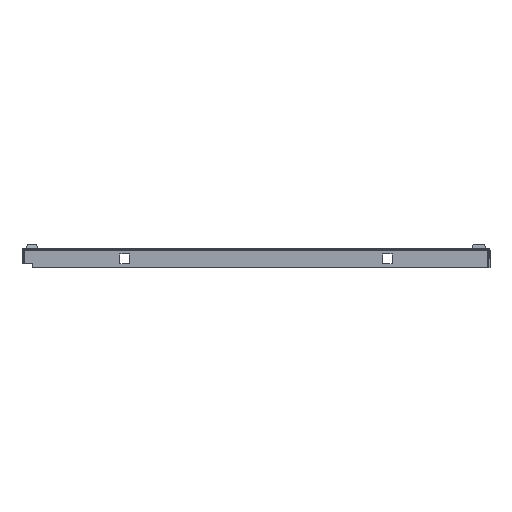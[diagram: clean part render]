
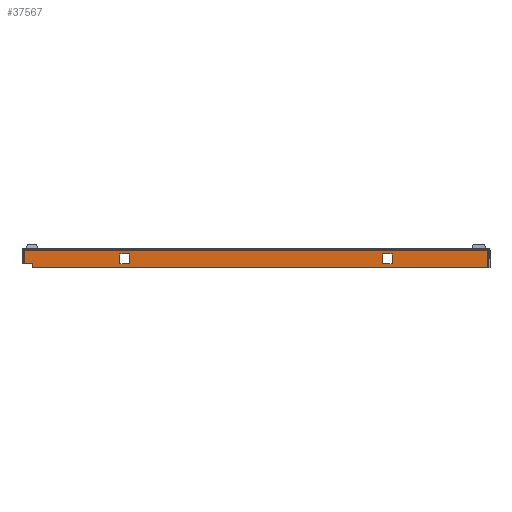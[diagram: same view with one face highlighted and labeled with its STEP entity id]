
A CAD part, front view. The second image highlights one B-rep face of the part: STEP entity #37567.
In plain terms, the highlighted planar face has unit normal (0, -1, 0).
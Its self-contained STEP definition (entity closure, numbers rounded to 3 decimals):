
#223 = CARTESIAN_POINT ( 'NONE',  ( 125.75, -499., -13.75 ) ) ;
#224 = CARTESIAN_POINT ( 'NONE',  ( 135.25, -499., -13.75 ) ) ;
#226 = CARTESIAN_POINT ( 'NONE',  ( 135.25, -499., -4.25 ) ) ;
#227 = CARTESIAN_POINT ( 'NONE',  ( -125.75, -499., -13.75 ) ) ;
#228 = CARTESIAN_POINT ( 'NONE',  ( -125.75, -499., -4.25 ) ) ;
#230 = CARTESIAN_POINT ( 'NONE',  ( -135.25, -499., -4.25 ) ) ;
#232 = CARTESIAN_POINT ( 'NONE',  ( 230.5, -499., -0.75 ) ) ;
#233 = CARTESIAN_POINT ( 'NONE',  ( 230.5, -499., -18. ) ) ;
#235 = CARTESIAN_POINT ( 'NONE',  ( -230.5, -499., -14. ) ) ;
#236 = CARTESIAN_POINT ( 'NONE',  ( 125.75, -499., -4.25 ) ) ;
#238 = CARTESIAN_POINT ( 'NONE',  ( -135.25, -499., -13.75 ) ) ;
#240 = CARTESIAN_POINT ( 'NONE',  ( -230.5, -499., -0.75 ) ) ;
#246 = CARTESIAN_POINT ( 'NONE',  ( -222.5, -499., -14. ) ) ;
#248 = CARTESIAN_POINT ( 'NONE',  ( -222.5, -499., -18. ) ) ;
#4316 = EDGE_CURVE ( 'NONE', #45804, #45803, #16835, .T. ) ;
#4323 = EDGE_CURVE ( 'NONE', #45819, #45804, #16857, .T. ) ;
#4327 = EDGE_CURVE ( 'NONE', #45799, #45798, #16848, .T. ) ;
#4328 = EDGE_CURVE ( 'NONE', #45806, #45811, #16878, .T. ) ;
#4329 = EDGE_CURVE ( 'NONE', #45795, #45794, #16887, .T. ) ;
#4330 = EDGE_CURVE ( 'NONE', #45811, #45803, #16883, .T. ) ;
#4331 = EDGE_CURVE ( 'NONE', #45801, #45799, #16896, .T. ) ;
#4332 = EDGE_CURVE ( 'NONE', #45817, #45819, #16900, .T. ) ;
#4334 = EDGE_CURVE ( 'NONE', #45809, #45801, #16891, .T. ) ;
#4336 = EDGE_CURVE ( 'NONE', #45797, #45795, #16909, .T. ) ;
#4338 = EDGE_CURVE ( 'NONE', #45806, #45817, #16926, .T. ) ;
#4339 = EDGE_CURVE ( 'NONE', #45798, #45809, #16930, .T. ) ;
#4343 = EDGE_CURVE ( 'NONE', #45794, #45807, #16945, .T. ) ;
#4345 = EDGE_CURVE ( 'NONE', #45807, #45797, #16952, .T. ) ;
#16571 = EDGE_LOOP ( 'NONE', ( #92098, #92099, #92100, #92101, #92102, #92103 ) ) ;
#16577 = EDGE_LOOP ( 'NONE', ( #92108, #92109, #92110, #92111 ) ) ;
#16590 = EDGE_LOOP ( 'NONE', ( #92104, #92105, #92106, #92107 ) ) ;
#16835 = LINE ( 'NONE', #28843, #16839 ) ;
#16839 = VECTOR ( 'NONE', #28841, 1000. ) ;
#16848 = LINE ( 'NONE', #28839, #16885 ) ;
#16857 = LINE ( 'NONE', #28813, #16867 ) ;
#16867 = VECTOR ( 'NONE', #28812, 1000. ) ;
#16878 = LINE ( 'NONE', #28814, #16889 ) ;
#16883 = LINE ( 'NONE', #28806, #16898 ) ;
#16885 = VECTOR ( 'NONE', #28804, 1000. ) ;
#16887 = LINE ( 'NONE', #28801, #16893 ) ;
#16889 = VECTOR ( 'NONE', #28802, 1000. ) ;
#16891 = LINE ( 'NONE', #28803, #16915 ) ;
#16893 = VECTOR ( 'NONE', #28799, 1000. ) ;
#16896 = LINE ( 'NONE', #28797, #16902 ) ;
#16898 = VECTOR ( 'NONE', #28798, 1000. ) ;
#16900 = LINE ( 'NONE', #28795, #16906 ) ;
#16902 = VECTOR ( 'NONE', #28796, 1000. ) ;
#16906 = VECTOR ( 'NONE', #28794, 1000. ) ;
#16909 = LINE ( 'NONE', #28800, #16924 ) ;
#16915 = VECTOR ( 'NONE', #28790, 1000. ) ;
#16924 = VECTOR ( 'NONE', #28786, 1000. ) ;
#16926 = LINE ( 'NONE', #28783, #16932 ) ;
#16930 = LINE ( 'NONE', #28781, #16937 ) ;
#16932 = VECTOR ( 'NONE', #28782, 1000. ) ;
#16937 = VECTOR ( 'NONE', #28780, 1000. ) ;
#16945 = LINE ( 'NONE', #28765, #16950 ) ;
#16950 = VECTOR ( 'NONE', #28764, 1000. ) ;
#16952 = LINE ( 'NONE', #28761, #16958 ) ;
#16958 = VECTOR ( 'NONE', #28760, 1000. ) ;
#28760 = DIRECTION ( 'NONE',  ( 1., 0., 0. ) ) ;
#28761 = CARTESIAN_POINT ( 'NONE',  ( 135.25, -499., -4.25 ) ) ;
#28764 = DIRECTION ( 'NONE',  ( 0., 0., 1. ) ) ;
#28765 = CARTESIAN_POINT ( 'NONE',  ( 125.75, -499., -4.25 ) ) ;
#28780 = DIRECTION ( 'NONE',  ( -1., 0., 0. ) ) ;
#28781 = CARTESIAN_POINT ( 'NONE',  ( -135.25, -499., -13.75 ) ) ;
#28782 = DIRECTION ( 'NONE',  ( 1., 0., 0. ) ) ;
#28783 = CARTESIAN_POINT ( 'NONE',  ( -230.5, -499., -14. ) ) ;
#28786 = DIRECTION ( 'NONE',  ( 0., 0., -1. ) ) ;
#28790 = DIRECTION ( 'NONE',  ( 0., 0., 1. ) ) ;
#28794 = DIRECTION ( 'NONE',  ( 0., 0., -1. ) ) ;
#28795 = CARTESIAN_POINT ( 'NONE',  ( -222.5, -499., -18. ) ) ;
#28796 = DIRECTION ( 'NONE',  ( 1., 0., 0. ) ) ;
#28797 = CARTESIAN_POINT ( 'NONE',  ( -135.25, -499., -4.25 ) ) ;
#28798 = DIRECTION ( 'NONE',  ( 1., 0., 0. ) ) ;
#28799 = DIRECTION ( 'NONE',  ( -1., 0., 0. ) ) ;
#28800 = CARTESIAN_POINT ( 'NONE',  ( 135.25, -499., -4.25 ) ) ;
#28801 = CARTESIAN_POINT ( 'NONE',  ( 135.25, -499., -13.75 ) ) ;
#28802 = DIRECTION ( 'NONE',  ( 0., 0., 1. ) ) ;
#28803 = CARTESIAN_POINT ( 'NONE',  ( -135.25, -499., -4.25 ) ) ;
#28804 = DIRECTION ( 'NONE',  ( 0., 0., -1. ) ) ;
#28806 = CARTESIAN_POINT ( 'NONE',  ( -461.005, -499., -0.75 ) ) ;
#28812 = DIRECTION ( 'NONE',  ( 1., 0., 0. ) ) ;
#28813 = CARTESIAN_POINT ( 'NONE',  ( 230.25, -499., -18. ) ) ;
#28814 = CARTESIAN_POINT ( 'NONE',  ( -230.5, -499., -0.75 ) ) ;
#28839 = CARTESIAN_POINT ( 'NONE',  ( -125.75, -499., -4.25 ) ) ;
#28841 = DIRECTION ( 'NONE',  ( 0., 0., 1. ) ) ;
#28843 = CARTESIAN_POINT ( 'NONE',  ( 230.5, -499., -0.75 ) ) ;
#37567 = ADVANCED_FACE ( 'NONE', ( #41375, #41377, #41363 ), #94727, .F. ) ;
#41363 = FACE_BOUND ( 'NONE', #16577, .T. ) ;
#41375 = FACE_OUTER_BOUND ( 'NONE', #16571, .T. ) ;
#41377 = FACE_BOUND ( 'NONE', #16590, .T. ) ;
#45794 = VERTEX_POINT ( 'NONE', #223 ) ;
#45795 = VERTEX_POINT ( 'NONE', #224 ) ;
#45797 = VERTEX_POINT ( 'NONE', #226 ) ;
#45798 = VERTEX_POINT ( 'NONE', #227 ) ;
#45799 = VERTEX_POINT ( 'NONE', #228 ) ;
#45801 = VERTEX_POINT ( 'NONE', #230 ) ;
#45803 = VERTEX_POINT ( 'NONE', #232 ) ;
#45804 = VERTEX_POINT ( 'NONE', #233 ) ;
#45806 = VERTEX_POINT ( 'NONE', #235 ) ;
#45807 = VERTEX_POINT ( 'NONE', #236 ) ;
#45809 = VERTEX_POINT ( 'NONE', #238 ) ;
#45811 = VERTEX_POINT ( 'NONE', #240 ) ;
#45817 = VERTEX_POINT ( 'NONE', #246 ) ;
#45819 = VERTEX_POINT ( 'NONE', #248 ) ;
#92098 = ORIENTED_EDGE ( 'NONE', *, *, #4332, .T. ) ;
#92099 = ORIENTED_EDGE ( 'NONE', *, *, #4323, .T. ) ;
#92100 = ORIENTED_EDGE ( 'NONE', *, *, #4316, .T. ) ;
#92101 = ORIENTED_EDGE ( 'NONE', *, *, #4330, .F. ) ;
#92102 = ORIENTED_EDGE ( 'NONE', *, *, #4328, .F. ) ;
#92103 = ORIENTED_EDGE ( 'NONE', *, *, #4338, .T. ) ;
#92104 = ORIENTED_EDGE ( 'NONE', *, *, #4334, .T. ) ;
#92105 = ORIENTED_EDGE ( 'NONE', *, *, #4331, .T. ) ;
#92106 = ORIENTED_EDGE ( 'NONE', *, *, #4327, .T. ) ;
#92107 = ORIENTED_EDGE ( 'NONE', *, *, #4339, .T. ) ;
#92108 = ORIENTED_EDGE ( 'NONE', *, *, #4345, .T. ) ;
#92109 = ORIENTED_EDGE ( 'NONE', *, *, #4336, .T. ) ;
#92110 = ORIENTED_EDGE ( 'NONE', *, *, #4329, .T. ) ;
#92111 = ORIENTED_EDGE ( 'NONE', *, *, #4343, .T. ) ;
#94485 = AXIS2_PLACEMENT_3D ( 'NONE', #94726, #94722, #94728 ) ;
#94722 = DIRECTION ( 'NONE',  ( 0., 1., 0. ) ) ;
#94726 = CARTESIAN_POINT ( 'NONE',  ( 230.25, -499., -18. ) ) ;
#94727 = PLANE ( 'NONE',  #94485 ) ;
#94728 = DIRECTION ( 'NONE',  ( 0., 0., 1. ) ) ;
